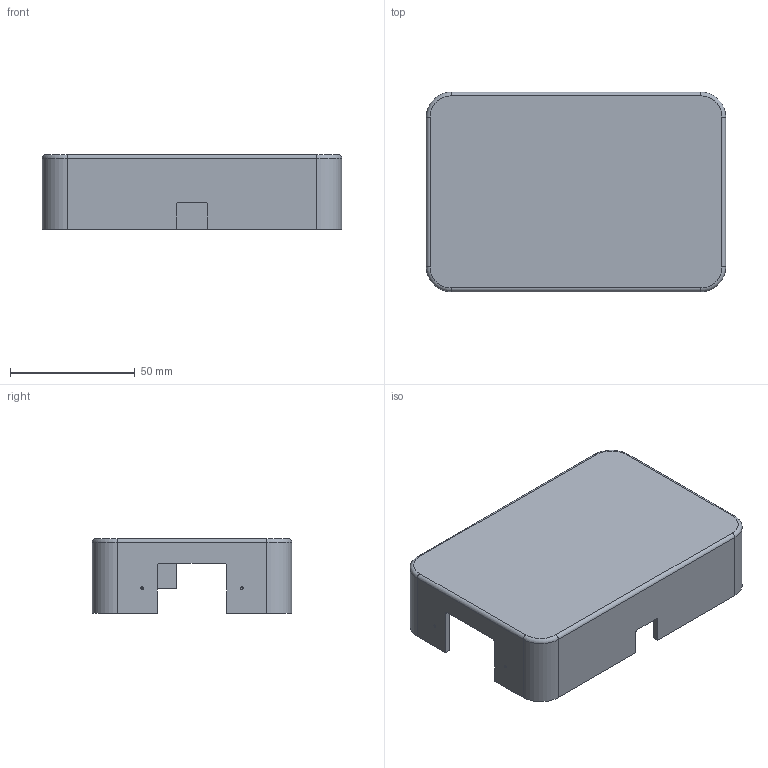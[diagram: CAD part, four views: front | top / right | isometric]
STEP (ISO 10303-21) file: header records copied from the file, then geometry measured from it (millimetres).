
FILE_DESCRIPTION(/* description */ ('STEP AP242','CAx-IF Rec.Pracs.---Representation and Presentation of Product Manufacturing Information (PMI)---4.0---2014-10-13','CAx-IF Rec.Pracs.---3D Tessellated Geometry---0.4---2014-09-14','2;1'),/* implementation_level */ '2;1');
FILE_NAME(/* name */ '62fe88b8176e14202d7049a8',/* time_stamp */ '2022-08-18T18:45:13+00:00',/* author */ (''),/* organization */ (''),/* preprocessor_version */ 'ST-DEVELOPER v18.102',/* originating_system */ ' ',/* authorisation */ ' ');
FILE_SCHEMA (('AP242_MANAGED_MODEL_BASED_3D_ENGINEERING_MIM_LF { 1 0 10303 442 1 1 4 }'));
Length unit declared in the file: metre
Products named in the file (1): Top
Bounding box: 120 x 80 x 30 mm (x, y, z)
Volume: 51628.6 mm3; surface area: 40429.6 mm2
Topology: 1 solids, 1 shells, 88 faces, 229 edges, 151 vertices
Faces by surface type: plane 56, cylinder 28, torus 4
Full cylindrical faces by diameter (mm): 1 x4, 2 x4, 2.2 x2
Entity records: 2654 total; most frequent: DIRECTION 454, CARTESIAN_POINT 453, ORIENTED_EDGE 432, EDGE_CURVE 216, LINE 156, VECTOR 156, AXIS2_PLACEMENT_3D 149, VERTEX_POINT 148
